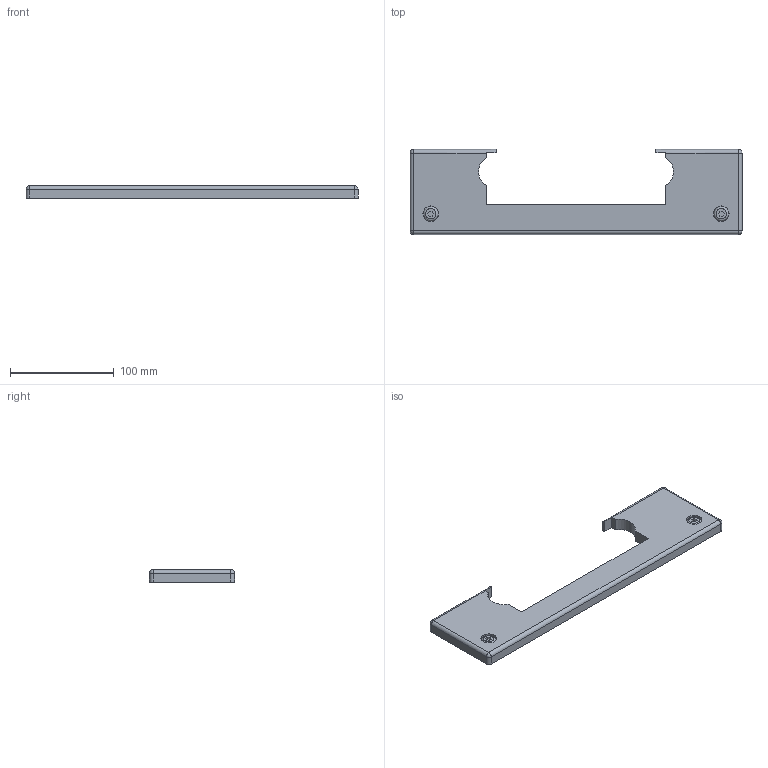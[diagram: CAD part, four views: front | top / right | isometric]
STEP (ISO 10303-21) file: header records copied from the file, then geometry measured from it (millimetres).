
FILE_DESCRIPTION(/* description */ ('Abstreif- und Schmiersystem 320'),/* implementation_level */ '2;1');
FILE_NAME(/* name */ 'SL0168S.stp',/* time_stamp */ '2020-07-29T08:03:27+02:00',/* author */ ('matthiasboeke'),/* organization */ (''),/* preprocessor_version */ 'ST-DEVELOPER v18.1',/* originating_system */ 'Autodesk Inventor 2020',/* authorisation */ '');
FILE_SCHEMA (('AUTOMOTIVE_DESIGN { 1 0 10303 214 3 1 1 }'));
Length unit declared in the file: millimetre
Products named in the file (1): SL0168S
Bounding box: 320 x 82 x 12 mm (x, y, z)
Volume: 199819.3 mm3; surface area: 44622.2 mm2
Topology: 1 solids, 1 shells, 55 faces, 127 edges, 80 vertices
Faces by surface type: plane 34, cylinder 15, sphere 4, torus 2
Full cylindrical faces by diameter (mm): 14 x2, 15 x2
Entity records: 1659 total; most frequent: DIRECTION 275, CARTESIAN_POINT 263, ORIENTED_EDGE 254, EDGE_CURVE 127, AXIS2_PLACEMENT_3D 92, LINE 91, VECTOR 91, VERTEX_POINT 80
